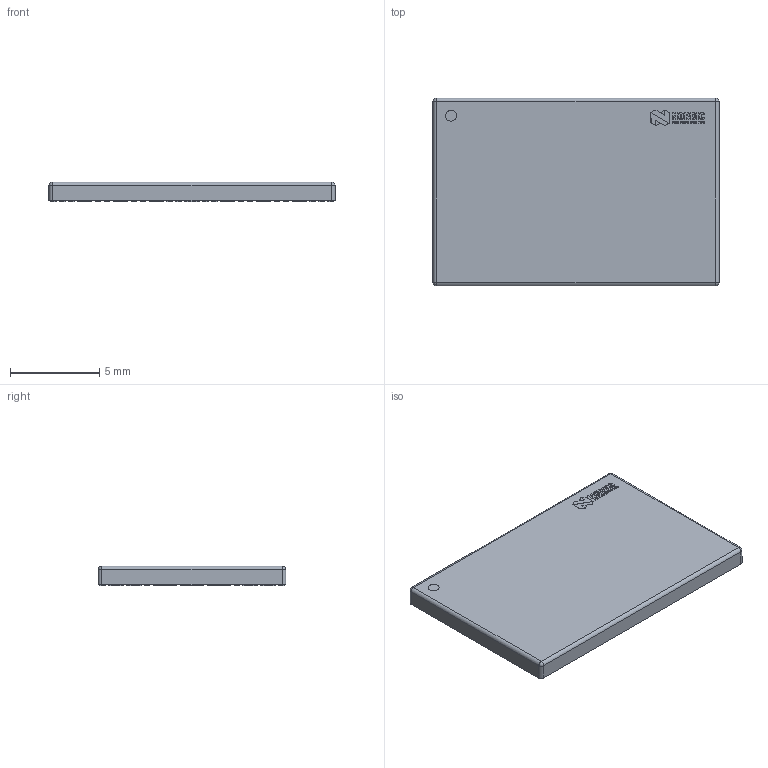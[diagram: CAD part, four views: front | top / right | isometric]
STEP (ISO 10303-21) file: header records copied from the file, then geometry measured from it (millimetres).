
FILE_DESCRIPTION(/* description */ (''),/* implementation_level */ '2;1');
FILE_NAME(/* name */ '1.stp',/* time_stamp */ '2019-11-03T11:23:10+02:00',/* author */ ('Karem'),/* organization */ (''),/* preprocessor_version */ 'ST-DEVELOPER v15.6',/* originating_system */ 'Autodesk Inventor 2015',/* authorisation */ '');
FILE_SCHEMA (('AUTOMOTIVE_DESIGN { 1 0 10303 214 3 1 1 }'));
Products named in the file (5): 1; 2; 3; Nordic Semiconductor
Bounding box: 16 x 10.5 x 1.1 mm (x, y, z)
Volume: 177.6 mm3; surface area: 805.7 mm2
Topology: 185 solids, 185 shells, 1299 faces, 2783 edges, 1852 vertices
Faces by surface type: plane 1161, bspline 124, cylinder 10, sphere 4
Full cylindrical faces by diameter (mm): 0.616 x1
Entity records: 35186 total; most frequent: CARTESIAN_POINT 7580, ORIENTED_EDGE 5564, DIRECTION 4982, EDGE_CURVE 2782, LINE 2510, VECTOR 2510, VERTEX_POINT 1852, EDGE_LOOP 1318
